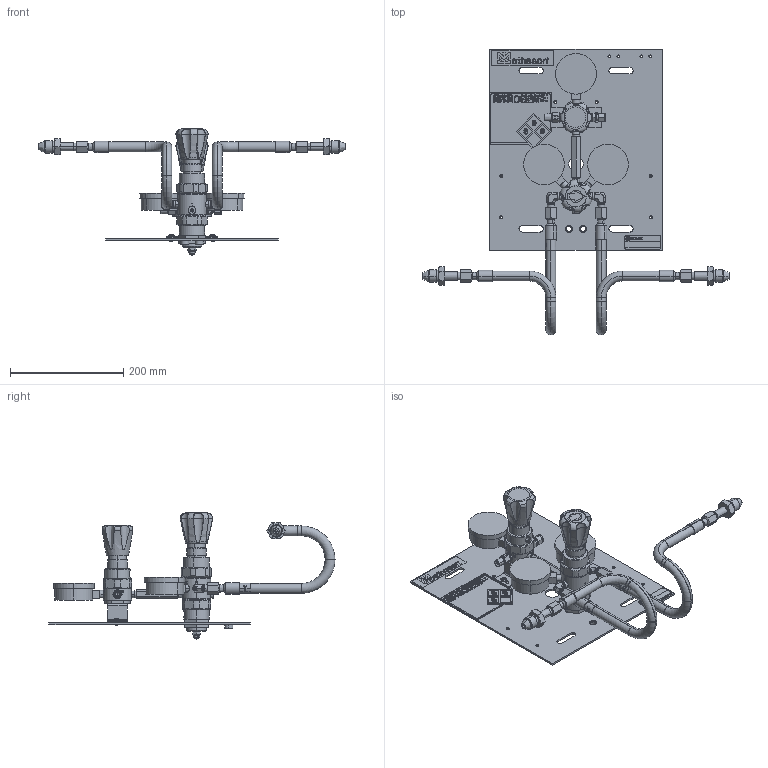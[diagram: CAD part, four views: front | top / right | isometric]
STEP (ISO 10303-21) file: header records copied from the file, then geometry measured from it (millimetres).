
FILE_DESCRIPTION((''),'2;1');
FILE_NAME('MNUM-0048-XX_ASM','2019-06-25T13:45:22',('Dlachman'),('MATHESON TRI-GAS'),'CREO PARAMETRIC BY PTC INC, 2018260','CREO PARAMETRIC BY PTC INC, 2018260','');
FILE_SCHEMA(('CONFIG_CONTROL_DESIGN'));
Length unit declared in the file: inch
Products named in the file (33): MPLA-0193-UE; S-0624-1; MPLA-0193-UE_ASM; MREG-6501-BA; MNIP-0058-BO; MGAG-0034-BA; MPLU-0074-BO; MELB-0018-BO; MREG-6003-SA-1; MREG-6003-SA-3; MREG-6003-SA-4; MREG-6003-SA-2_ASM; MREG-6003-SA-5; MREG-6002-BA_ASM; MBRA-0204-UE; MVLV-0719-BO; MGAG-0031-BA; MCON-0070-BO; MHSE-0203-END; MHSE-0203-FLEX001; MHSE-0203-FLEX_ASM; MHSE-0203-LABEL; MHSE-0203-SA_ASM; MHSE-0203-FLEX001_AF0; MHSE-0203-FLEX_AF0_ASM; MHSE-0203-SA_AF0_ASM; MCNN-0767-BA; MSCR-0130-SZ; MLBL-0179-AL; MLBL-0056-QE; MLBL-0832-QX; MLBL-0655-GAS; MNUM-0048-XX_ASM
Assembly tree (43 placements, depth 4):
  MNUM-0048-XX_ASM
    MPLA-0193-UE_ASM
      MPLA-0193-UE
      S-0624-1  x2
    MREG-6501-BA
    MNIP-0058-BO
    MGAG-0034-BA  x2
    MPLU-0074-BO
    MELB-0018-BO  x2
    MREG-6002-BA_ASM
      MREG-6003-SA-1
      MREG-6003-SA-2_ASM
        MREG-6003-SA-3
        MREG-6003-SA-4
      MREG-6003-SA-5
    MBRA-0204-UE
    MVLV-0719-BO
    MGAG-0031-BA
    MCON-0070-BO
    MHSE-0203-SA_ASM
      MHSE-0203-END  x2
      MHSE-0203-FLEX_ASM
        MHSE-0203-FLEX001
      MHSE-0203-LABEL
    MHSE-0203-SA_AF0_ASM
      MHSE-0203-END  x2
      MHSE-0203-FLEX_AF0_ASM
        MHSE-0203-FLEX001_AF0
      MHSE-0203-LABEL
    MCNN-0767-BA  x2
    MSCR-0130-SZ  x4
    MLBL-0179-AL
    MLBL-0056-QE
    MLBL-0832-QX
    MLBL-0655-GAS
Bounding box: 540.36 x 504.96 x 222.61 mm (x, y, z)
Volume: 1279513.1 mm3; surface area: 599889.8 mm2
Topology: 55 solids, 68 shells, 3054 faces, 7960 edges, 5113 vertices
Faces by surface type: plane 1455, cylinder 699, cone 515, torus 162, bspline 144, extrusion 78, sphere 1
Entity records: 100461 total; most frequent: CARTESIAN_POINT 34010, ORIENTED_EDGE 13970, DIRECTION 13215, EDGE_CURVE 7009, AXIS2_PLACEMENT_3D 4605, VERTEX_POINT 4522, VECTOR 4005, LINE 3927
